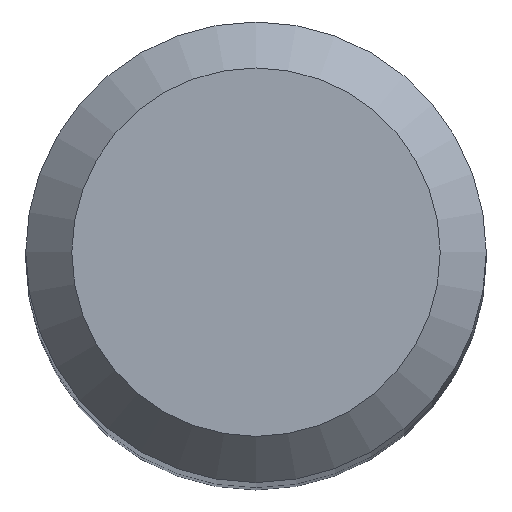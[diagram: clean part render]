
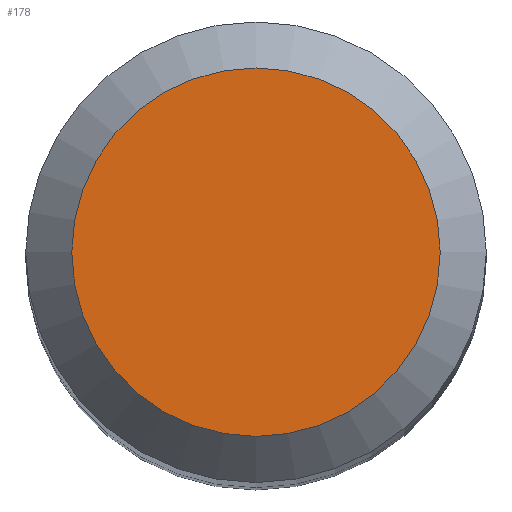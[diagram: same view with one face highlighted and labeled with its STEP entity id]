
A CAD part, top view. The second image highlights one B-rep face of the part: STEP entity #178.
In plain terms, the highlighted planar face has unit normal (0, 0, 1).
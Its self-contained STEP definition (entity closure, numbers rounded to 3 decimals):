
#29 = DIRECTION ( 'NONE',  ( 0., 0., -1. ) ) ;
#34 = AXIS2_PLACEMENT_3D ( 'NONE', #48, #29, #96 ) ;
#48 = CARTESIAN_POINT ( 'NONE',  ( 0., 0., 75. ) ) ;
#49 = FACE_OUTER_BOUND ( 'NONE', #69, .T. ) ;
#69 = EDGE_LOOP ( 'NONE', ( #148 ) ) ;
#77 = VERTEX_POINT ( 'NONE', #203 ) ;
#80 = DIRECTION ( 'NONE',  ( 0., 1., 0. ) ) ;
#96 = DIRECTION ( 'NONE',  ( 0., 1., 0. ) ) ;
#97 = CIRCLE ( 'NONE', #173, 3.2 ) ;
#119 = DIRECTION ( 'NONE',  ( 0., 0., -1. ) ) ;
#148 = ORIENTED_EDGE ( 'NONE', *, *, #170, .F. ) ;
#155 = CARTESIAN_POINT ( 'NONE',  ( 0., 0., 75. ) ) ;
#170 = EDGE_CURVE ( 'NONE', #77, #77, #97, .T. ) ;
#172 = PLANE ( 'NONE',  #34 ) ;
#173 = AXIS2_PLACEMENT_3D ( 'NONE', #155, #119, #80 ) ;
#178 = ADVANCED_FACE ( 'NONE', ( #49 ), #172, .F. ) ;
#203 = CARTESIAN_POINT ( 'NONE',  ( 0., 3.2, 75. ) ) ;
